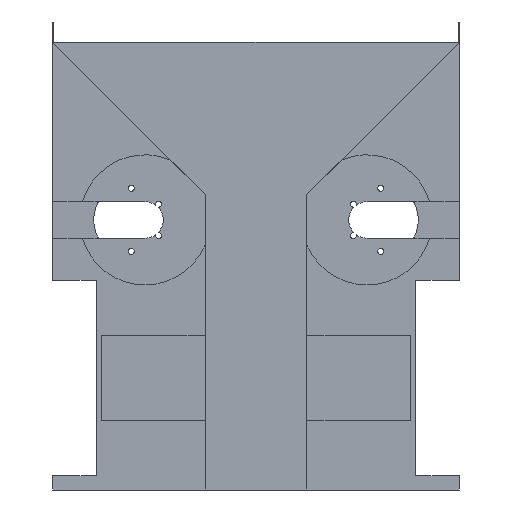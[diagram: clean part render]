
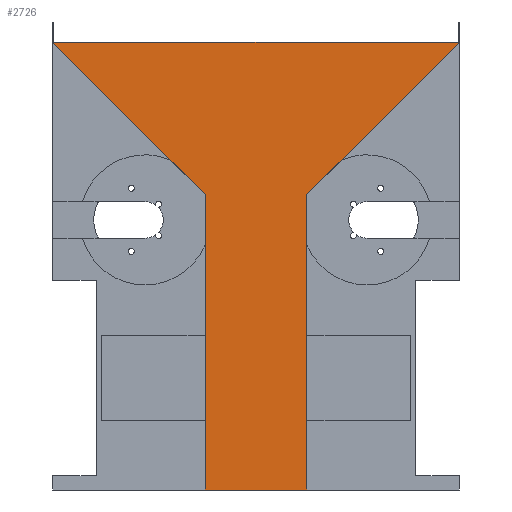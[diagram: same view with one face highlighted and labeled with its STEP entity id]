
A CAD part, front view. The second image highlights one B-rep face of the part: STEP entity #2726.
In plain terms, the highlighted planar face has unit normal (0, -1, 0).
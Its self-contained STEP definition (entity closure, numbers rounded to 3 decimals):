
#66 = LINE ( 'NONE', #3676, #2869 ) ;
#176 = CARTESIAN_POINT ( 'NONE',  ( 0., 0., 0. ) ) ;
#264 = LINE ( 'NONE', #2601, #3116 ) ;
#377 = EDGE_LOOP ( 'NONE', ( #2886, #1133, #2681, #2367, #4079, #899 ) ) ;
#428 = PLANE ( 'NONE',  #3221 ) ;
#475 = CARTESIAN_POINT ( 'NONE',  ( 75., 0., -75. ) ) ;
#580 = CARTESIAN_POINT ( 'NONE',  ( 75., 0., 0. ) ) ;
#799 = CARTESIAN_POINT ( 'NONE',  ( 75., 0., -220. ) ) ;
#816 = DIRECTION ( 'NONE',  ( 0., 1., 0. ) ) ;
#826 = DIRECTION ( 'NONE',  ( 1., 0., 0. ) ) ;
#871 = VERTEX_POINT ( 'NONE', #3070 ) ;
#899 = ORIENTED_EDGE ( 'NONE', *, *, #1064, .T. ) ;
#1064 = EDGE_CURVE ( 'NONE', #3973, #2330, #264, .T. ) ;
#1099 = VECTOR ( 'NONE', #826, 1000. ) ;
#1108 = VECTOR ( 'NONE', #3552, 1000. ) ;
#1115 = EDGE_CURVE ( 'NONE', #2388, #2171, #2584, .T. ) ;
#1133 = ORIENTED_EDGE ( 'NONE', *, *, #1600, .T. ) ;
#1161 = CARTESIAN_POINT ( 'NONE',  ( 125., 0., -75. ) ) ;
#1191 = DIRECTION ( 'NONE',  ( 0.707, 0., -0.707 ) ) ;
#1428 = FACE_OUTER_BOUND ( 'NONE', #377, .T. ) ;
#1523 = EDGE_CURVE ( 'NONE', #2171, #3973, #4155, .T. ) ;
#1600 = EDGE_CURVE ( 'NONE', #1868, #871, #2660, .T. ) ;
#1613 = VECTOR ( 'NONE', #1191, 1000. ) ;
#1686 = DIRECTION ( 'NONE',  ( 0.707, 0., 0.707 ) ) ;
#1839 = LINE ( 'NONE', #2102, #1099 ) ;
#1868 = VERTEX_POINT ( 'NONE', #1161 ) ;
#2102 = CARTESIAN_POINT ( 'NONE',  ( 0., 0., 0. ) ) ;
#2171 = VERTEX_POINT ( 'NONE', #475 ) ;
#2205 = CARTESIAN_POINT ( 'NONE',  ( 0., 0., 0. ) ) ;
#2225 = EDGE_CURVE ( 'NONE', #2388, #871, #1839, .T. ) ;
#2282 = VECTOR ( 'NONE', #1686, 1000. ) ;
#2330 = VERTEX_POINT ( 'NONE', #4200 ) ;
#2367 = ORIENTED_EDGE ( 'NONE', *, *, #1115, .T. ) ;
#2388 = VERTEX_POINT ( 'NONE', #176 ) ;
#2584 = LINE ( 'NONE', #2205, #1613 ) ;
#2601 = CARTESIAN_POINT ( 'NONE',  ( 0., 0., -220. ) ) ;
#2630 = EDGE_CURVE ( 'NONE', #2330, #1868, #66, .T. ) ;
#2660 = LINE ( 'NONE', #4258, #2282 ) ;
#2681 = ORIENTED_EDGE ( 'NONE', *, *, #2225, .F. ) ;
#2726 = ADVANCED_FACE ( 'NONE', ( #1428 ), #428, .F. ) ;
#2827 = DIRECTION ( 'NONE',  ( 0., 0., 1. ) ) ;
#2869 = VECTOR ( 'NONE', #4025, 1000. ) ;
#2886 = ORIENTED_EDGE ( 'NONE', *, *, #2630, .T. ) ;
#3070 = CARTESIAN_POINT ( 'NONE',  ( 200., 0., 0. ) ) ;
#3108 = CARTESIAN_POINT ( 'NONE',  ( 0., 0., 0. ) ) ;
#3116 = VECTOR ( 'NONE', #4177, 1000. ) ;
#3221 = AXIS2_PLACEMENT_3D ( 'NONE', #3108, #816, #2827 ) ;
#3552 = DIRECTION ( 'NONE',  ( 0., 0., -1. ) ) ;
#3676 = CARTESIAN_POINT ( 'NONE',  ( 125., 0., 0. ) ) ;
#3973 = VERTEX_POINT ( 'NONE', #799 ) ;
#4025 = DIRECTION ( 'NONE',  ( 0., 0., 1. ) ) ;
#4079 = ORIENTED_EDGE ( 'NONE', *, *, #1523, .T. ) ;
#4155 = LINE ( 'NONE', #580, #1108 ) ;
#4177 = DIRECTION ( 'NONE',  ( 1., 0., 0. ) ) ;
#4200 = CARTESIAN_POINT ( 'NONE',  ( 125., 0., -220. ) ) ;
#4258 = CARTESIAN_POINT ( 'NONE',  ( 100., 0., -100. ) ) ;
